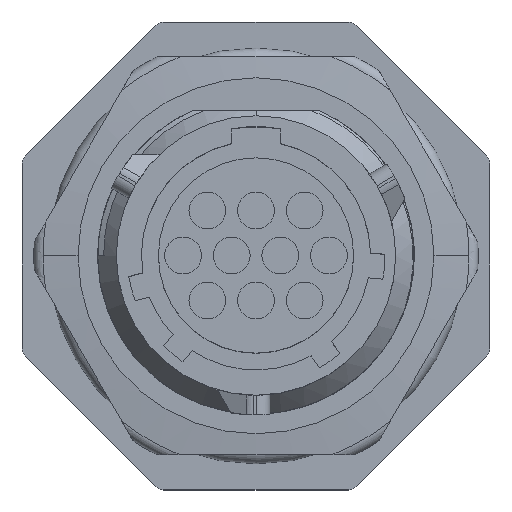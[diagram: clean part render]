
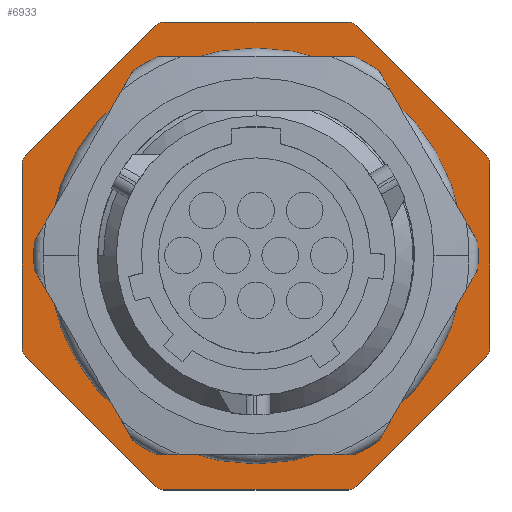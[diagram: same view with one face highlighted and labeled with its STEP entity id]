
A CAD part, top view. The second image highlights one B-rep face of the part: STEP entity #6933.
In plain terms, the highlighted planar face has unit normal (0, 0, 1).
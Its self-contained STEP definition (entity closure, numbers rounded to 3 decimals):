
#1988=DIRECTION('',(0.707,-0.707,0.));
#1989=VECTOR('',#1988,12.53);
#1990=CARTESIAN_POINT('',(6.795,15.655,2.3));
#1991=LINE('',#1990,#1989);
#1992=DIRECTION('',(0.,-1.,0.));
#1993=VECTOR('',#1992,12.53);
#1994=CARTESIAN_POINT('',(15.875,6.265,2.3));
#1995=LINE('',#1994,#1993);
#1996=DIRECTION('',(-0.707,-0.707,0.));
#1997=VECTOR('',#1996,12.53);
#1998=CARTESIAN_POINT('',(15.655,-6.795,2.3));
#1999=LINE('',#1998,#1997);
#2000=DIRECTION('',(-1.,0.,0.));
#2001=VECTOR('',#2000,12.53);
#2002=CARTESIAN_POINT('',(6.265,-15.875,2.3));
#2003=LINE('',#2002,#2001);
#2004=DIRECTION('',(-0.707,0.707,0.));
#2005=VECTOR('',#2004,12.53);
#2006=CARTESIAN_POINT('',(-6.795,-15.655,2.3));
#2007=LINE('',#2006,#2005);
#2008=DIRECTION('',(0.,1.,0.));
#2009=VECTOR('',#2008,12.53);
#2010=CARTESIAN_POINT('',(-15.875,-6.265,2.3));
#2011=LINE('',#2010,#2009);
#2012=DIRECTION('',(0.707,0.707,0.));
#2013=VECTOR('',#2012,12.53);
#2014=CARTESIAN_POINT('',(-15.655,6.795,2.3));
#2015=LINE('',#2014,#2013);
#2016=DIRECTION('',(1.,0.,0.));
#2017=VECTOR('',#2016,12.53);
#2018=CARTESIAN_POINT('',(-6.265,15.875,2.3));
#2019=LINE('',#2018,#2017);
#2020=CARTESIAN_POINT('',(0.,0.,2.3));
#2021=DIRECTION('',(0.,0.,1.));
#2022=DIRECTION('',(-1.,0.,0.));
#2023=AXIS2_PLACEMENT_3D('',#2020,#2021,#2022);
#2025=CARTESIAN_POINT('',(0.,0.,2.3));
#2026=DIRECTION('',(0.,0.,1.));
#2027=DIRECTION('',(1.,0.,0.));
#2028=AXIS2_PLACEMENT_3D('',#2025,#2026,#2027);
#2034=CARTESIAN_POINT('',(6.265,15.125,2.3));
#2035=DIRECTION('',(0.,0.,1.));
#2036=DIRECTION('',(0.707,0.707,0.));
#2037=AXIS2_PLACEMENT_3D('',#2034,#2035,#2036);
#2084=CARTESIAN_POINT('',(-6.265,15.125,2.3));
#2085=DIRECTION('',(0.,0.,1.));
#2086=DIRECTION('',(0.,1.,0.));
#2087=AXIS2_PLACEMENT_3D('',#2084,#2085,#2086);
#2102=CARTESIAN_POINT('',(-15.125,6.265,2.3));
#2103=DIRECTION('',(0.,0.,1.));
#2104=DIRECTION('',(-0.707,0.707,0.));
#2105=AXIS2_PLACEMENT_3D('',#2102,#2103,#2104);
#2120=CARTESIAN_POINT('',(-15.125,-6.265,2.3));
#2121=DIRECTION('',(0.,0.,1.));
#2122=DIRECTION('',(-1.,0.,0.));
#2123=AXIS2_PLACEMENT_3D('',#2120,#2121,#2122);
#2138=CARTESIAN_POINT('',(-6.265,-15.125,2.3));
#2139=DIRECTION('',(0.,0.,1.));
#2140=DIRECTION('',(-0.707,-0.707,0.));
#2141=AXIS2_PLACEMENT_3D('',#2138,#2139,#2140);
#2156=CARTESIAN_POINT('',(6.265,-15.125,2.3));
#2157=DIRECTION('',(0.,0.,1.));
#2158=DIRECTION('',(0.,-1.,0.));
#2159=AXIS2_PLACEMENT_3D('',#2156,#2157,#2158);
#2174=CARTESIAN_POINT('',(15.125,-6.265,2.3));
#2175=DIRECTION('',(0.,0.,1.));
#2176=DIRECTION('',(0.707,-0.707,0.));
#2177=AXIS2_PLACEMENT_3D('',#2174,#2175,#2176);
#2192=CARTESIAN_POINT('',(15.125,6.265,2.3));
#2193=DIRECTION('',(0.,0.,1.));
#2194=DIRECTION('',(1.,0.,0.));
#2195=AXIS2_PLACEMENT_3D('',#2192,#2193,#2194);
#4381=CARTESIAN_POINT('',(6.795,15.655,2.3));
#4383=VERTEX_POINT('',#4381);
#4384=CARTESIAN_POINT('',(6.265,15.875,2.3));
#4385=VERTEX_POINT('',#4384);
#4389=CARTESIAN_POINT('',(15.875,6.265,2.3));
#4391=VERTEX_POINT('',#4389);
#4392=CARTESIAN_POINT('',(15.655,6.795,2.3));
#4393=VERTEX_POINT('',#4392);
#4397=CARTESIAN_POINT('',(15.655,-6.795,2.3));
#4399=VERTEX_POINT('',#4397);
#4400=CARTESIAN_POINT('',(15.875,-6.265,2.3));
#4401=VERTEX_POINT('',#4400);
#4405=CARTESIAN_POINT('',(-6.265,15.875,2.3));
#4407=VERTEX_POINT('',#4405);
#4408=CARTESIAN_POINT('',(-6.795,15.655,2.3));
#4409=VERTEX_POINT('',#4408);
#4413=CARTESIAN_POINT('',(6.265,-15.875,2.3));
#4415=VERTEX_POINT('',#4413);
#4416=CARTESIAN_POINT('',(6.795,-15.655,2.3));
#4417=VERTEX_POINT('',#4416);
#4421=CARTESIAN_POINT('',(-6.795,-15.655,2.3));
#4423=VERTEX_POINT('',#4421);
#4424=CARTESIAN_POINT('',(-6.265,-15.875,2.3));
#4425=VERTEX_POINT('',#4424);
#4429=CARTESIAN_POINT('',(-15.875,-6.265,2.3));
#4431=VERTEX_POINT('',#4429);
#4432=CARTESIAN_POINT('',(-15.655,-6.795,2.3));
#4433=VERTEX_POINT('',#4432);
#4437=CARTESIAN_POINT('',(-15.655,6.795,2.3));
#4439=VERTEX_POINT('',#4437);
#4440=CARTESIAN_POINT('',(-15.875,6.265,2.3));
#4441=VERTEX_POINT('',#4440);
#4873=CARTESIAN_POINT('',(-13.625,0.,2.3));
#4874=CARTESIAN_POINT('',(13.625,0.,2.3));
#4875=VERTEX_POINT('',#4873);
#4876=VERTEX_POINT('',#4874);
#6890=CARTESIAN_POINT('',(0.,0.,2.3));
#6891=DIRECTION('',(0.,0.,-1.));
#6892=DIRECTION('',(0.,-1.,0.));
#6893=AXIS2_PLACEMENT_3D('',#6890,#6891,#6892);
#6894=PLANE('',#6893);
#6896=ORIENTED_EDGE('',*,*,#6895,.F.);
#6898=ORIENTED_EDGE('',*,*,#6897,.T.);
#6900=ORIENTED_EDGE('',*,*,#6899,.F.);
#6902=ORIENTED_EDGE('',*,*,#6901,.T.);
#6904=ORIENTED_EDGE('',*,*,#6903,.F.);
#6906=ORIENTED_EDGE('',*,*,#6905,.T.);
#6908=ORIENTED_EDGE('',*,*,#6907,.F.);
#6910=ORIENTED_EDGE('',*,*,#6909,.T.);
#6912=ORIENTED_EDGE('',*,*,#6911,.F.);
#6914=ORIENTED_EDGE('',*,*,#6913,.T.);
#6916=ORIENTED_EDGE('',*,*,#6915,.F.);
#6918=ORIENTED_EDGE('',*,*,#6917,.T.);
#6920=ORIENTED_EDGE('',*,*,#6919,.F.);
#6922=ORIENTED_EDGE('',*,*,#6921,.T.);
#6924=ORIENTED_EDGE('',*,*,#6923,.F.);
#6926=ORIENTED_EDGE('',*,*,#6925,.T.);
#6927=EDGE_LOOP('',(#6896,#6898,#6900,#6902,#6904,#6906,#6908,#6910,#6912,#6914,
#6916,#6918,#6920,#6922,#6924,#6926));
#6928=FACE_OUTER_BOUND('',#6927,.F.);
#6929=ORIENTED_EDGE('',*,*,#6857,.T.);
#6930=ORIENTED_EDGE('',*,*,#6872,.T.);
#6931=EDGE_LOOP('',(#6929,#6930));
#6932=FACE_BOUND('',#6931,.F.);
#6933=ADVANCED_FACE('',(#6928,#6932),#6894,.F.);
#2024=CIRCLE('',#2023,13.625);
#2029=CIRCLE('',#2028,13.625);
#2038=CIRCLE('',#2037,0.75);
#2088=CIRCLE('',#2087,0.75);
#2106=CIRCLE('',#2105,0.75);
#2124=CIRCLE('',#2123,0.75);
#2142=CIRCLE('',#2141,0.75);
#2160=CIRCLE('',#2159,0.75);
#2178=CIRCLE('',#2177,0.75);
#2196=CIRCLE('',#2195,0.75);
#6857=EDGE_CURVE('',#4875,#4876,#2024,.T.);
#6872=EDGE_CURVE('',#4876,#4875,#2029,.T.);
#6895=EDGE_CURVE('',#4383,#4385,#2038,.T.);
#6897=EDGE_CURVE('',#4383,#4393,#1991,.T.);
#6899=EDGE_CURVE('',#4391,#4393,#2196,.T.);
#6901=EDGE_CURVE('',#4391,#4401,#1995,.T.);
#6903=EDGE_CURVE('',#4399,#4401,#2178,.T.);
#6905=EDGE_CURVE('',#4399,#4417,#1999,.T.);
#6907=EDGE_CURVE('',#4415,#4417,#2160,.T.);
#6909=EDGE_CURVE('',#4415,#4425,#2003,.T.);
#6911=EDGE_CURVE('',#4423,#4425,#2142,.T.);
#6913=EDGE_CURVE('',#4423,#4433,#2007,.T.);
#6915=EDGE_CURVE('',#4431,#4433,#2124,.T.);
#6917=EDGE_CURVE('',#4431,#4441,#2011,.T.);
#6919=EDGE_CURVE('',#4439,#4441,#2106,.T.);
#6921=EDGE_CURVE('',#4439,#4409,#2015,.T.);
#6923=EDGE_CURVE('',#4407,#4409,#2088,.T.);
#6925=EDGE_CURVE('',#4407,#4385,#2019,.T.);
